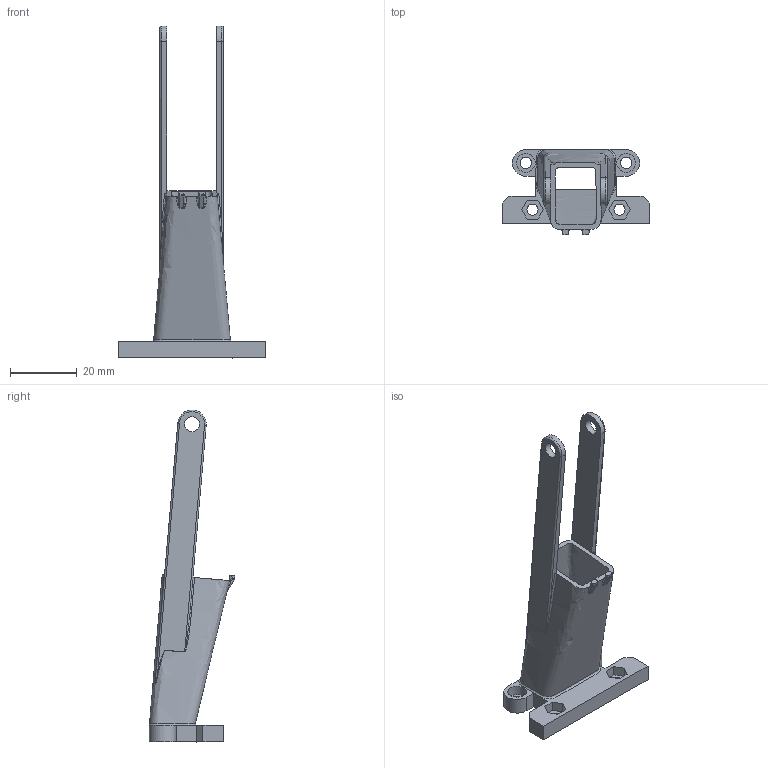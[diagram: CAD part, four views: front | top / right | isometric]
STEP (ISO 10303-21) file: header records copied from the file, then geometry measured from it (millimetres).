
FILE_DESCRIPTION(/* description */ ('STEP AP242','CAx-IF Rec.Pracs.---Representation and Presentation of Product Manufacturing Information (PMI)---4.0---2014-10-13','CAx-IF Rec.Pracs.---3D Tessellated Geometry---0.4---2014-09-14','2;1'),/* implementation_level */ '2;1');
FILE_NAME(/* name */ '6368530ca57b0c322c011c79',/* time_stamp */ '2022-11-07T00:36:29+00:00',/* author */ (''),/* organization */ (''),/* preprocessor_version */ 'ST-DEVELOPER v18.102',/* originating_system */ ' ',/* authorisation */ ' ');
FILE_SCHEMA (('AP242_MANAGED_MODEL_BASED_3D_ENGINEERING_MIM_LF { 1 0 10303 442 1 1 4 }'));
Length unit declared in the file: metre
Products named in the file (1): Fan Mount
Bounding box: 44.1 x 25.49 x 99.24 mm (x, y, z)
Volume: 8321.9 mm3; surface area: 10123.9 mm2
Topology: 1 solids, 1 shells, 133 faces, 359 edges, 232 vertices
Faces by surface type: plane 63, cylinder 40, bspline 24, torus 6
Full cylindrical faces by diameter (mm): 3.3 x2, 3.4 x2, 4.5 x2, 5.6 x2
Entity records: 10353 total; most frequent: CARTESIAN_POINT 7374, ORIENTED_EDGE 658, DIRECTION 518, EDGE_CURVE 329, VERTEX_POINT 219, AXIS2_PLACEMENT_3D 182, EDGE_LOOP 156, FACE_BOUND 156
